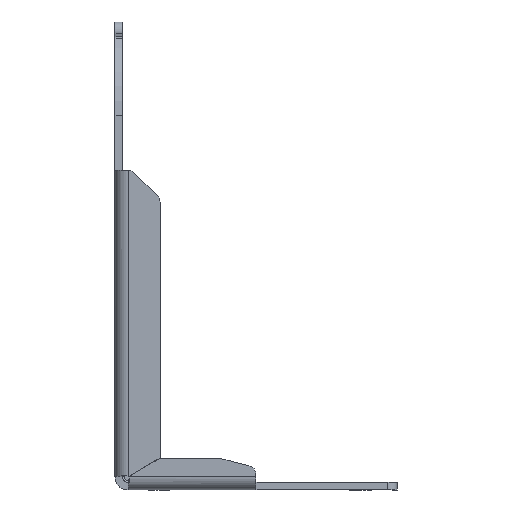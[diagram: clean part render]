
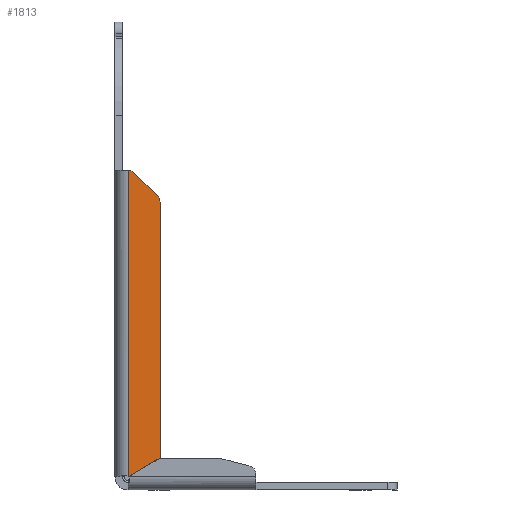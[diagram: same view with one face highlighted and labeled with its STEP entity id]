
A CAD part, front view. The second image highlights one B-rep face of the part: STEP entity #1813.
In plain terms, the highlighted planar face has unit normal (0, -1, 0).
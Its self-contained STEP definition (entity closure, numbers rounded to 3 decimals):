
#109 = CARTESIAN_POINT ( 'NONE',  ( 3., -57., -29.001 ) ) ;
#183 = CARTESIAN_POINT ( 'NONE',  ( 3., -57., -29. ) ) ;
#441 = VECTOR ( 'NONE', #5179, 1000. ) ;
#459 = DIRECTION ( 'NONE',  ( 0., -1., 0. ) ) ;
#760 = CIRCLE ( 'NONE', #6214, 5. ) ;
#938 = DIRECTION ( 'NONE',  ( 0., -1., 0. ) ) ;
#952 = EDGE_CURVE ( 'NONE', #3878, #7724, #4016, .T. ) ;
#1035 = VECTOR ( 'NONE', #3445, 1000. ) ;
#1187 = DIRECTION ( 'NONE',  ( -0.707, 0., 0.707 ) ) ;
#1258 = AXIS2_PLACEMENT_3D ( 'NONE', #5254, #938, #2158 ) ;
#1576 = CARTESIAN_POINT ( 'NONE',  ( 6.464, -57., -30.464 ) ) ;
#1670 = CARTESIAN_POINT ( 'NONE',  ( 18.536, -57., -42.536 ) ) ;
#1748 = ORIENTED_EDGE ( 'NONE', *, *, #4979, .F. ) ;
#1813 = ADVANCED_FACE ( 'NONE', ( #7099 ), #5794, .F. ) ;
#1946 = ORIENTED_EDGE ( 'NONE', *, *, #2474, .T. ) ;
#2158 = DIRECTION ( 'NONE',  ( -1., 0., 0. ) ) ;
#2180 = CIRCLE ( 'NONE', #1258, 5. ) ;
#2273 = EDGE_CURVE ( 'NONE', #3878, #2389, #5260, .T. ) ;
#2346 = VERTEX_POINT ( 'NONE', #1670 ) ;
#2374 = DIRECTION ( 'NONE',  ( 0., 0., 1. ) ) ;
#2389 = VERTEX_POINT ( 'NONE', #4850 ) ;
#2474 = EDGE_CURVE ( 'NONE', #5478, #7543, #760, .T. ) ;
#2794 = ORIENTED_EDGE ( 'NONE', *, *, #4957, .T. ) ;
#3003 = CARTESIAN_POINT ( 'NONE',  ( 3., -57., -191.293 ) ) ;
#3044 = ORIENTED_EDGE ( 'NONE', *, *, #2273, .T. ) ;
#3134 = VECTOR ( 'NONE', #2374, 1000. ) ;
#3210 = EDGE_CURVE ( 'NONE', #2389, #2346, #2180, .T. ) ;
#3445 = DIRECTION ( 'NONE',  ( -0.862, 0., -0.507 ) ) ;
#3631 = CARTESIAN_POINT ( 'NONE',  ( 5., -57., -29. ) ) ;
#3878 = VERTEX_POINT ( 'NONE', #5273 ) ;
#4016 = LINE ( 'NONE', #6495, #1035 ) ;
#4411 = CARTESIAN_POINT ( 'NONE',  ( 3., -57., -191.929 ) ) ;
#4498 = DIRECTION ( 'NONE',  ( -1., 0., 0. ) ) ;
#4802 = DIRECTION ( 'NONE',  ( -1., 0., 0. ) ) ;
#4850 = CARTESIAN_POINT ( 'NONE',  ( 20., -57., -46.071 ) ) ;
#4957 = EDGE_CURVE ( 'NONE', #2346, #5478, #8014, .T. ) ;
#4979 = EDGE_CURVE ( 'NONE', #7724, #5672, #7411, .T. ) ;
#5094 = EDGE_LOOP ( 'NONE', ( #3044, #7415, #2794, #1946, #5486, #1748, #5953 ) ) ;
#5179 = DIRECTION ( 'NONE',  ( 0., 0., 1. ) ) ;
#5240 = CARTESIAN_POINT ( 'NONE',  ( 0., -57., 0. ) ) ;
#5254 = CARTESIAN_POINT ( 'NONE',  ( 15., -57., -46.071 ) ) ;
#5260 = LINE ( 'NONE', #6954, #7635 ) ;
#5273 = CARTESIAN_POINT ( 'NONE',  ( 20., -57., -181.929 ) ) ;
#5464 = CARTESIAN_POINT ( 'NONE',  ( 3., -57., -191.929 ) ) ;
#5478 = VERTEX_POINT ( 'NONE', #1576 ) ;
#5486 = ORIENTED_EDGE ( 'NONE', *, *, #6985, .F. ) ;
#5672 = VERTEX_POINT ( 'NONE', #3003 ) ;
#5782 = LINE ( 'NONE', #183, #441 ) ;
#5794 = PLANE ( 'NONE',  #5820 ) ;
#5820 = AXIS2_PLACEMENT_3D ( 'NONE', #5240, #7625, #4498 ) ;
#5892 = CARTESIAN_POINT ( 'NONE',  ( 2.929, -57., -34. ) ) ;
#5953 = ORIENTED_EDGE ( 'NONE', *, *, #952, .F. ) ;
#6214 = AXIS2_PLACEMENT_3D ( 'NONE', #5892, #459, #4802 ) ;
#6495 = CARTESIAN_POINT ( 'NONE',  ( 20., -57., -181.929 ) ) ;
#6954 = CARTESIAN_POINT ( 'NONE',  ( 20., -57., 0. ) ) ;
#6985 = EDGE_CURVE ( 'NONE', #5672, #7543, #5782, .T. ) ;
#7040 = DIRECTION ( 'NONE',  ( 0., 0., 1. ) ) ;
#7099 = FACE_OUTER_BOUND ( 'NONE', #5094, .T. ) ;
#7169 = VECTOR ( 'NONE', #1187, 1000. ) ;
#7411 = LINE ( 'NONE', #5464, #3134 ) ;
#7415 = ORIENTED_EDGE ( 'NONE', *, *, #3210, .T. ) ;
#7543 = VERTEX_POINT ( 'NONE', #109 ) ;
#7625 = DIRECTION ( 'NONE',  ( 0., 1., 0. ) ) ;
#7635 = VECTOR ( 'NONE', #7040, 1000. ) ;
#7724 = VERTEX_POINT ( 'NONE', #4411 ) ;
#8014 = LINE ( 'NONE', #3631, #7169 ) ;
